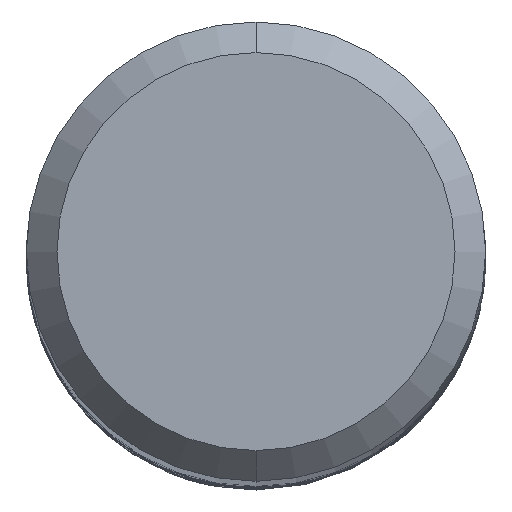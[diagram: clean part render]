
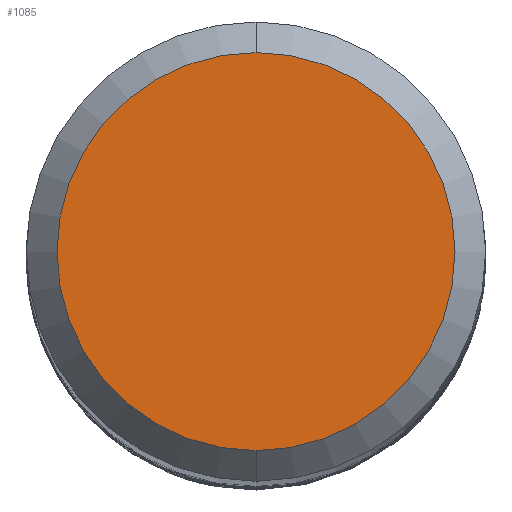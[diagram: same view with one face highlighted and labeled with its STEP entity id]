
A CAD part, top view. The second image highlights one B-rep face of the part: STEP entity #1085.
In plain terms, the highlighted planar face has unit normal (0, 0, 1).
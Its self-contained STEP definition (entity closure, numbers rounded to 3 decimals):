
#1085=ADVANCED_FACE('',(#3188),#3189,.T.);
#1101=VERTEX_POINT('',#3207);
#1209=EDGE_CURVE('',#1395,#1101,#3324,.T.);
#1395=VERTEX_POINT('',#3528);
#1897=EDGE_CURVE('',#1101,#1395,#4078,.T.);
#3188=FACE_OUTER_BOUND('',#5472,.T.);
#3189=PLANE('',#5473);
#3207=CARTESIAN_POINT('',(0.,-2.6,0.0));
#3324=CIRCLE('',#6852,2.6);
#3528=CARTESIAN_POINT('',(0.0,2.6,0.0));
#4078=CIRCLE('',#14851,2.6);
#5472=EDGE_LOOP('',(#29237,#29238));
#5473=AXIS2_PLACEMENT_3D('',#29239,#29240,#29241);
#6852=AXIS2_PLACEMENT_3D('',#29366,#29367,#29368);
#14851=AXIS2_PLACEMENT_3D('',#30296,#30297,#30298);
#29237=ORIENTED_EDGE('',*,*,#1209,.F.);
#29238=ORIENTED_EDGE('',*,*,#1897,.F.);
#29239=CARTESIAN_POINT('',(0.0,1.3,0.0));
#29240=DIRECTION('',(-0.0,0.0,1.0));
#29241=DIRECTION('',(0.0,-1.0,0.0));
#29366=CARTESIAN_POINT('',(0.0,0.0,0.0));
#29367=DIRECTION('',(0.0,0.0,-1.0));
#29368=DIRECTION('',(0.0,1.0,0.0));
#30296=CARTESIAN_POINT('',(0.0,0.0,0.0));
#30297=DIRECTION('',(0.0,0.0,-1.0));
#30298=DIRECTION('',(0.0,1.0,0.0));
